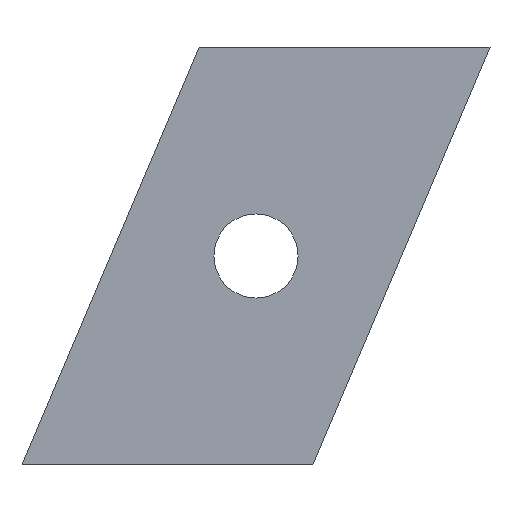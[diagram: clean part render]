
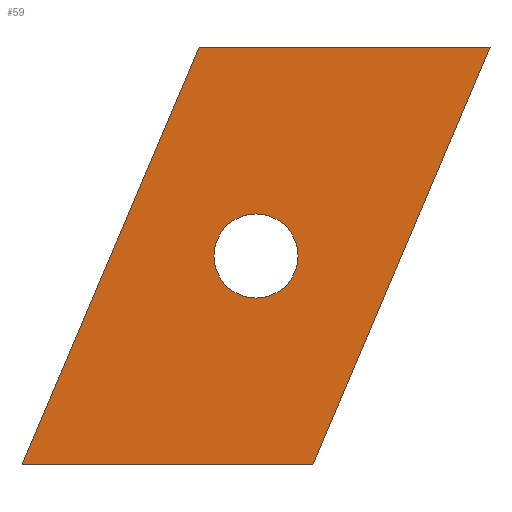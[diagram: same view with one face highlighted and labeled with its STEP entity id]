
A CAD part, front view. The second image highlights one B-rep face of the part: STEP entity #59.
In plain terms, the highlighted planar face has unit normal (0, -1, 0).
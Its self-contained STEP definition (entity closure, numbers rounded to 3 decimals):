
#5 = ORIENTED_EDGE ( 'NONE', *, *, #260, .F. ) ;
#7 = VERTEX_POINT ( 'NONE', #27 ) ;
#8 = CARTESIAN_POINT ( 'NONE',  ( 3.387, 0., -12.4 ) ) ;
#9 = FACE_OUTER_BOUND ( 'NONE', #125, .T. ) ;
#10 = CARTESIAN_POINT ( 'NONE',  ( 0., 0., 0. ) ) ;
#12 = VECTOR ( 'NONE', #111, 1000. ) ;
#13 = DIRECTION ( 'NONE',  ( 1., 0., 0. ) ) ;
#15 = LINE ( 'NONE', #30, #12 ) ;
#26 = CARTESIAN_POINT ( 'NONE',  ( 13.914, 0., 12.4 ) ) ;
#27 = CARTESIAN_POINT ( 'NONE',  ( -13.914, 0., -12.4 ) ) ;
#30 = CARTESIAN_POINT ( 'NONE',  ( -13.914, 0., -12.4 ) ) ;
#33 = DIRECTION ( 'NONE',  ( 0., 1., 0. ) ) ;
#45 = CARTESIAN_POINT ( 'NONE',  ( 0., 0., 0. ) ) ;
#59 = ADVANCED_FACE ( 'NONE', ( #127, #9 ), #152, .F. ) ;
#64 = LINE ( 'NONE', #84, #157 ) ;
#65 = DIRECTION ( 'NONE',  ( 0., 0., 1. ) ) ;
#68 = CARTESIAN_POINT ( 'NONE',  ( -3.387, 0., 12.4 ) ) ;
#75 = AXIS2_PLACEMENT_3D ( 'NONE', #10, #33, #124 ) ;
#76 = AXIS2_PLACEMENT_3D ( 'NONE', #45, #87, #94 ) ;
#84 = CARTESIAN_POINT ( 'NONE',  ( -13.914, 0., -12.4 ) ) ;
#85 = VERTEX_POINT ( 'NONE', #150 ) ;
#87 = DIRECTION ( 'NONE',  ( 0., 1., 0. ) ) ;
#88 = DIRECTION ( 'NONE',  ( 0., 1., 0. ) ) ;
#94 = DIRECTION ( 'NONE',  ( 0., 0., 1. ) ) ;
#100 = VECTOR ( 'NONE', #13, 1000. ) ;
#107 = LINE ( 'NONE', #186, #100 ) ;
#108 = ORIENTED_EDGE ( 'NONE', *, *, #235, .T. ) ;
#111 = DIRECTION ( 'NONE',  ( 0.391, 0., 0.921 ) ) ;
#124 = DIRECTION ( 'NONE',  ( 0., 0., 1. ) ) ;
#125 = EDGE_LOOP ( 'NONE', ( #163, #5, #188, #256 ) ) ;
#127 = FACE_BOUND ( 'NONE', #160, .T. ) ;
#137 = VERTEX_POINT ( 'NONE', #261 ) ;
#150 = CARTESIAN_POINT ( 'NONE',  ( 0., 0., -2.5 ) ) ;
#152 = PLANE ( 'NONE',  #219 ) ;
#157 = VECTOR ( 'NONE', #167, 1000. ) ;
#160 = EDGE_LOOP ( 'NONE', ( #170, #108 ) ) ;
#163 = ORIENTED_EDGE ( 'NONE', *, *, #240, .F. ) ;
#167 = DIRECTION ( 'NONE',  ( -1., 0., 0. ) ) ;
#169 = CARTESIAN_POINT ( 'NONE',  ( 0., 0., 2.5 ) ) ;
#170 = ORIENTED_EDGE ( 'NONE', *, *, #217, .T. ) ;
#174 = CIRCLE ( 'NONE', #76, 2.5 ) ;
#175 = VECTOR ( 'NONE', #257, 1000. ) ;
#179 = EDGE_CURVE ( 'NONE', #210, #137, #234, .T. ) ;
#186 = CARTESIAN_POINT ( 'NONE',  ( -3.387, 0., 12.4 ) ) ;
#188 = ORIENTED_EDGE ( 'NONE', *, *, #179, .F. ) ;
#210 = VERTEX_POINT ( 'NONE', #26 ) ;
#216 = EDGE_CURVE ( 'NONE', #252, #210, #107, .T. ) ;
#217 = EDGE_CURVE ( 'NONE', #224, #85, #174, .T. ) ;
#219 = AXIS2_PLACEMENT_3D ( 'NONE', #233, #88, #65 ) ;
#224 = VERTEX_POINT ( 'NONE', #169 ) ;
#233 = CARTESIAN_POINT ( 'NONE',  ( 0., 0., 0. ) ) ;
#234 = LINE ( 'NONE', #8, #175 ) ;
#235 = EDGE_CURVE ( 'NONE', #85, #224, #238, .T. ) ;
#238 = CIRCLE ( 'NONE', #75, 2.5 ) ;
#240 = EDGE_CURVE ( 'NONE', #7, #252, #15, .T. ) ;
#252 = VERTEX_POINT ( 'NONE', #68 ) ;
#256 = ORIENTED_EDGE ( 'NONE', *, *, #216, .F. ) ;
#257 = DIRECTION ( 'NONE',  ( -0.391, 0., -0.921 ) ) ;
#260 = EDGE_CURVE ( 'NONE', #137, #7, #64, .T. ) ;
#261 = CARTESIAN_POINT ( 'NONE',  ( 3.387, 0., -12.4 ) ) ;
